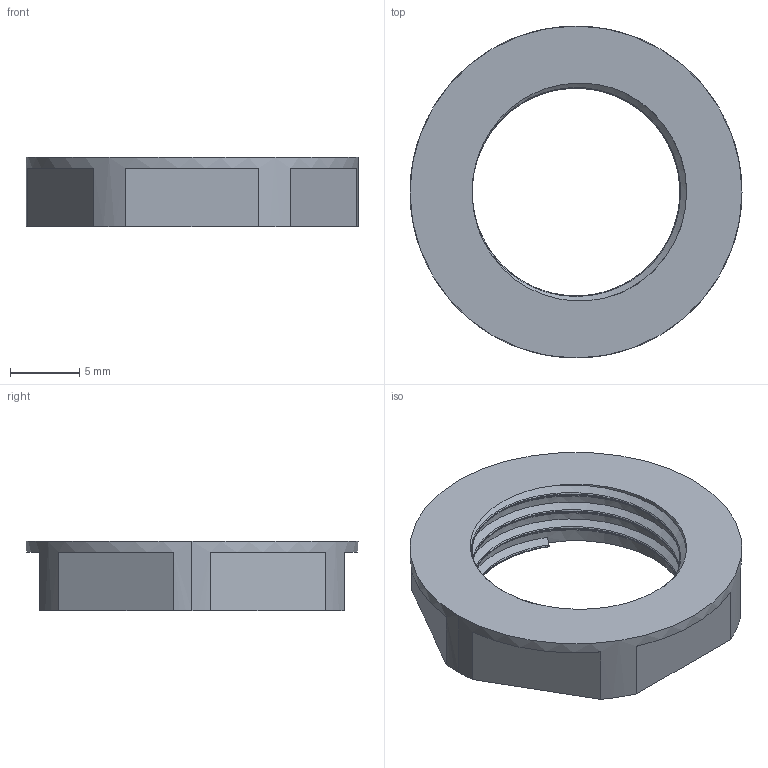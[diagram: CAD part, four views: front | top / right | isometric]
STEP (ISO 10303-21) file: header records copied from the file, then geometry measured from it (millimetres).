
FILE_DESCRIPTION (( 'STEP AP203' ), '1' );
FILE_NAME ('M16 x 1,5 Somun.STEP', '2020-06-03T13:33:18', ( '' ), ( '' ), 'SwSTEP 2.0', 'SolidWorks 2011', '' );
FILE_SCHEMA (( 'CONFIG_CONTROL_DESIGN' ));
Length unit declared in the file: millimetre
Products named in the file (1): M16 x 1,5 Somun
Bounding box: 24 x 24 x 5 mm (x, y, z)
Volume: 1137.5 mm3; surface area: 1201.1 mm2
Topology: 1 solids, 1 shells, 31 faces, 87 edges, 58 vertices
Faces by surface type: plane 15, cylinder 11, bspline 5
Entity records: 2717 total; most frequent: CARTESIAN_POINT 1902, ORIENTED_EDGE 174, DIRECTION 137, EDGE_CURVE 87, VERTEX_POINT 58, AXIS2_PLACEMENT_3D 50, VECTOR 37, LINE 37
